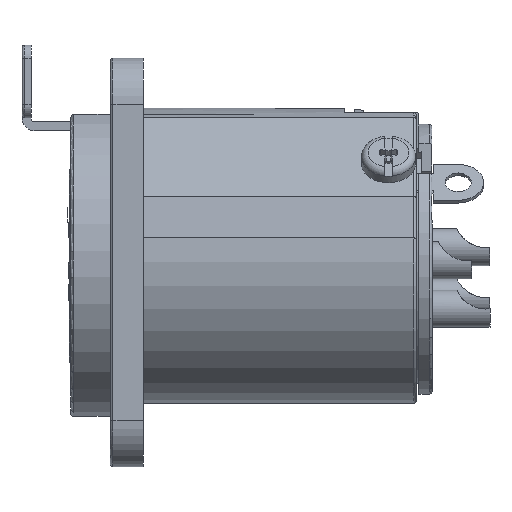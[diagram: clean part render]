
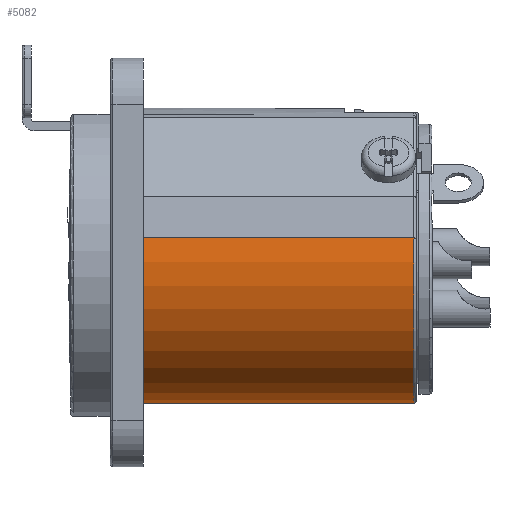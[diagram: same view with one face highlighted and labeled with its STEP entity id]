
A CAD part, front view. The second image highlights one B-rep face of the part: STEP entity #5082.
In plain terms, the highlighted cylindrical face has radius 10.7 mm (diameter 21.4 mm), a partial arc.
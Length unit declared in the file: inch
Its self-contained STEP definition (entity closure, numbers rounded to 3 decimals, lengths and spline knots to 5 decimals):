
#4654=CARTESIAN_POINT('',(3.85555,-1.07528,-1.32476));
#4655=VERTEX_POINT('',#4654);
#4762=CARTESIAN_POINT('',(3.85555,-0.31535,-1.15629));
#4763=VERTEX_POINT('',#4762);
#4781=CARTESIAN_POINT('',(3.85555,-0.66042,-1.39791));
#4782=DIRECTION('',(1.0,0.,0.));
#4783=DIRECTION('',(0.,0.216,-0.976));
#4784=AXIS2_PLACEMENT_3D('',#4781,#4782,#4783);
#4785=CIRCLE('',#4784,0.42126);
#4786=EDGE_CURVE('',#4655,#4763,#4785,.T.);
#4963=CARTESIAN_POINT('',(3.03666,-0.31535,-1.15629));
#4964=VERTEX_POINT('',#4963);
#4965=CARTESIAN_POINT('',(3.03666,-0.31535,-1.15629));
#4966=DIRECTION('',(1.0,0.0,0.0));
#4967=VECTOR('',#4966,0.8189);
#4968=LINE('',#4965,#4967);
#4969=EDGE_CURVE('',#4964,#4763,#4968,.T.);
#5058=CARTESIAN_POINT('',(3.03666,-0.66042,-1.39791));
#5059=DIRECTION('',(1.0,0.,0.));
#5060=DIRECTION('',(0.,0.985,-0.174));
#5061=AXIS2_PLACEMENT_3D('',#5058,#5059,#5060);
#5062=CYLINDRICAL_SURFACE('',#5061,0.42126);
#5063=ORIENTED_EDGE('',*,*,#4786,.F.);
#5064=CARTESIAN_POINT('',(3.03666,-1.07528,-1.32476));
#5065=VERTEX_POINT('',#5064);
#5066=CARTESIAN_POINT('',(3.03666,-1.07528,-1.32476));
#5067=DIRECTION('',(1.0,0.0,0.0));
#5068=VECTOR('',#5067,0.8189);
#5069=LINE('',#5066,#5068);
#5070=EDGE_CURVE('',#5065,#4655,#5069,.T.);
#5071=ORIENTED_EDGE('',*,*,#5070,.F.);
#5072=CARTESIAN_POINT('',(3.03666,-0.66042,-1.39791));
#5073=DIRECTION('',(-1.0,0.,0.));
#5074=DIRECTION('',(0.,0.985,-0.174));
#5075=AXIS2_PLACEMENT_3D('',#5072,#5073,#5074);
#5076=CIRCLE('',#5075,0.42126);
#5077=EDGE_CURVE('',#4964,#5065,#5076,.T.);
#5078=ORIENTED_EDGE('',*,*,#5077,.F.);
#5079=ORIENTED_EDGE('',*,*,#4969,.T.);
#5080=EDGE_LOOP('',(#5063,#5071,#5078,#5079));
#5081=FACE_OUTER_BOUND('',#5080,.T.);
#5082=ADVANCED_FACE('',(#5081),#5062,.T.);
